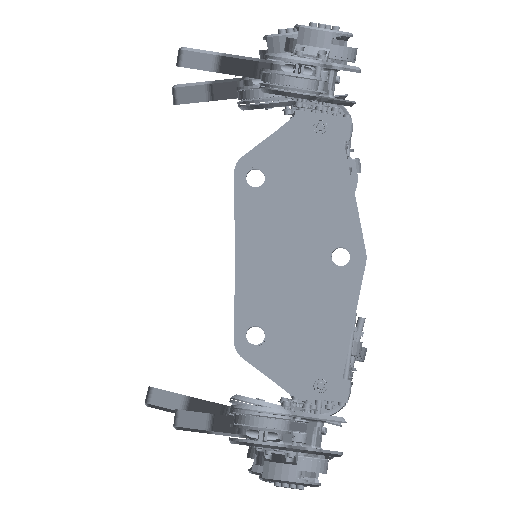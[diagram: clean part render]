
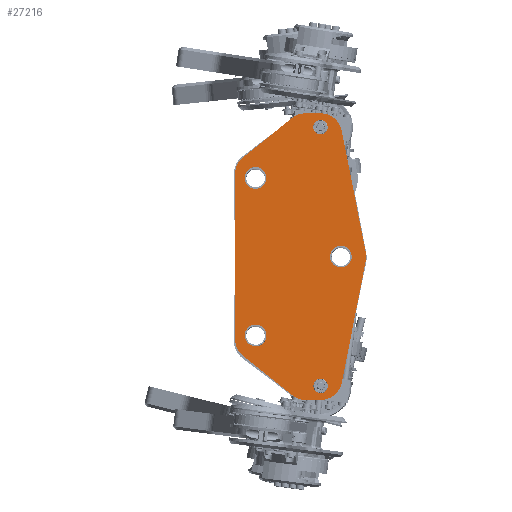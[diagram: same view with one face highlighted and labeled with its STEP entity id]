
A CAD part, top view. The second image highlights one B-rep face of the part: STEP entity #27216.
In plain terms, the highlighted planar face has unit normal (0, 0, 1).
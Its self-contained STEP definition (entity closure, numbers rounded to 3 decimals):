
#6344=PLANE('',#28720);
#6989=VECTOR('',#31640,1.);
#6995=VECTOR('',#31653,1.);
#6999=VECTOR('',#31664,1.);
#7002=VECTOR('',#31686,1.);
#7007=VECTOR('',#31698,1.);
#7011=VECTOR('',#31709,1.);
#7014=VECTOR('',#31725,1.);
#8514=LINE('',#38186,#6989);
#8520=LINE('',#38204,#6995);
#8524=LINE('',#38216,#6999);
#8527=LINE('',#38235,#7002);
#8532=LINE('',#38250,#7007);
#8536=LINE('',#38262,#7011);
#8539=LINE('',#38276,#7014);
#10068=VERTEX_POINT('',#38187);
#10069=VERTEX_POINT('',#38188);
#10072=VERTEX_POINT('',#38196);
#10073=VERTEX_POINT('',#38197);
#10076=VERTEX_POINT('',#38205);
#10078=VERTEX_POINT('',#38211);
#10080=VERTEX_POINT('',#38217);
#10082=VERTEX_POINT('',#38226);
#10084=VERTEX_POINT('',#38231);
#10086=VERTEX_POINT('',#38236);
#10087=VERTEX_POINT('',#38237);
#10090=VERTEX_POINT('',#38245);
#10092=VERTEX_POINT('',#38251);
#10094=VERTEX_POINT('',#38257);
#10097=VERTEX_POINT('',#38268);
#10098=VERTEX_POINT('',#38271);
#10100=VERTEX_POINT('',#38277);
#10102=VERTEX_POINT('',#38286);
#10104=VERTEX_POINT('',#38291);
#12224=CIRCLE('',#28679,15.);
#12226=CIRCLE('',#28683,15.);
#12228=CIRCLE('',#28687,15.);
#12230=CIRCLE('',#28690,5.);
#12232=CIRCLE('',#28693,7.5);
#12234=CIRCLE('',#28697,15.);
#12236=CIRCLE('',#28701,15.);
#12239=CIRCLE('',#28706,7.5);
#12240=CIRCLE('',#28708,17.5);
#12242=CIRCLE('',#28712,15.);
#12244=CIRCLE('',#28715,5.);
#12246=CIRCLE('',#28718,7.5);
#13520=EDGE_CURVE('',#10068,#10069,#8514,.T.);
#13524=EDGE_CURVE('',#10072,#10073,#12224,.T.);
#13528=EDGE_CURVE('',#10073,#10076,#8520,.T.);
#13531=EDGE_CURVE('',#10076,#10078,#12226,.T.);
#13534=EDGE_CURVE('',#10078,#10080,#8524,.T.);
#13537=EDGE_CURVE('',#10080,#10068,#12228,.T.);
#13539=EDGE_CURVE('',#10082,#10082,#12230,.T.);
#13541=EDGE_CURVE('',#10084,#10084,#12232,.T.);
#13543=EDGE_CURVE('',#10086,#10087,#8527,.T.);
#13547=EDGE_CURVE('',#10087,#10090,#12234,.T.);
#13550=EDGE_CURVE('',#10090,#10092,#8532,.T.);
#13553=EDGE_CURVE('',#10092,#10094,#12236,.T.);
#13556=EDGE_CURVE('',#10094,#10072,#8536,.T.);
#13559=EDGE_CURVE('',#10097,#10097,#12239,.T.);
#13560=EDGE_CURVE('',#10069,#10098,#12240,.T.);
#13563=EDGE_CURVE('',#10098,#10100,#8539,.T.);
#13566=EDGE_CURVE('',#10100,#10086,#12242,.T.);
#13568=EDGE_CURVE('',#10102,#10102,#12244,.T.);
#13570=EDGE_CURVE('',#10104,#10104,#12246,.T.);
#17016=ORIENTED_EDGE('',*,*,#13559,.F.);
#17017=ORIENTED_EDGE('',*,*,#13541,.F.);
#17018=ORIENTED_EDGE('',*,*,#13539,.F.);
#17019=ORIENTED_EDGE('',*,*,#13570,.F.);
#17020=ORIENTED_EDGE('',*,*,#13568,.F.);
#17021=ORIENTED_EDGE('',*,*,#13543,.F.);
#17022=ORIENTED_EDGE('',*,*,#13566,.F.);
#17023=ORIENTED_EDGE('',*,*,#13563,.F.);
#17024=ORIENTED_EDGE('',*,*,#13560,.F.);
#17025=ORIENTED_EDGE('',*,*,#13520,.F.);
#17026=ORIENTED_EDGE('',*,*,#13537,.F.);
#17027=ORIENTED_EDGE('',*,*,#13534,.F.);
#17028=ORIENTED_EDGE('',*,*,#13531,.F.);
#17029=ORIENTED_EDGE('',*,*,#13528,.F.);
#17030=ORIENTED_EDGE('',*,*,#13524,.F.);
#17031=ORIENTED_EDGE('',*,*,#13556,.F.);
#17032=ORIENTED_EDGE('',*,*,#13553,.F.);
#17033=ORIENTED_EDGE('',*,*,#13550,.F.);
#17034=ORIENTED_EDGE('',*,*,#13547,.F.);
#23531=EDGE_LOOP('',(#17016));
#23532=EDGE_LOOP('',(#17017));
#23533=EDGE_LOOP('',(#17018));
#23534=EDGE_LOOP('',(#17019));
#23535=EDGE_LOOP('',(#17020));
#23536=EDGE_LOOP('',(#17021,#17022,#17023,#17024,#17025,#17026,#17027,#17028,
#17029,#17030,#17031,#17032,#17033,#17034));
#25398=FACE_BOUND('',#23531,.T.);
#25399=FACE_BOUND('',#23532,.T.);
#25400=FACE_BOUND('',#23533,.T.);
#25401=FACE_BOUND('',#23534,.T.);
#25402=FACE_BOUND('',#23535,.T.);
#25403=FACE_BOUND('',#23536,.T.);
#27216=ADVANCED_FACE('',(#25398,#25399,#25400,#25401,#25402,#25403),#6344,
 .T.);
#28679=AXIS2_PLACEMENT_3D('',#38195,#31646,#31647);
#28683=AXIS2_PLACEMENT_3D('',#38210,#31658,#31659);
#28687=AXIS2_PLACEMENT_3D('',#38222,#31669,#31670);
#28690=AXIS2_PLACEMENT_3D('',#38225,#31675,#31676);
#28693=AXIS2_PLACEMENT_3D('',#38230,#31681,#31682);
#28697=AXIS2_PLACEMENT_3D('',#38244,#31692,#31693);
#28701=AXIS2_PLACEMENT_3D('',#38256,#31703,#31704);
#28706=AXIS2_PLACEMENT_3D('',#38267,#31715,#31716);
#28708=AXIS2_PLACEMENT_3D('',#38270,#31719,#31720);
#28712=AXIS2_PLACEMENT_3D('',#38282,#31730,#31731);
#28715=AXIS2_PLACEMENT_3D('',#38285,#31736,#31737);
#28718=AXIS2_PLACEMENT_3D('',#38290,#31742,#31743);
#28720=AXIS2_PLACEMENT_3D('',#38294,#31746,$);
#31640=DIRECTION('',(0.981,0.193,0.));
#31646=DIRECTION('',(0.,0.,-1.));
#31647=DIRECTION('',(-15.,0.,0.));
#31653=DIRECTION('',(-0.626,0.78,0.));
#31658=DIRECTION('',(0.,0.,-1.));
#31659=DIRECTION('',(-15.,0.,0.));
#31664=DIRECTION('',(0.001,1.,0.));
#31669=DIRECTION('',(0.,0.,-1.));
#31670=DIRECTION('',(-15.,0.,0.));
#31675=DIRECTION('',(0.,0.,1.));
#31676=DIRECTION('',(-5.,0.,0.));
#31681=DIRECTION('',(0.,0.,1.));
#31682=DIRECTION('',(-7.5,0.,0.));
#31686=DIRECTION('',(0.001,-1.,0.));
#31692=DIRECTION('',(0.,0.,-1.));
#31693=DIRECTION('',(15.,0.,0.));
#31698=DIRECTION('',(-0.626,-0.78,0.));
#31703=DIRECTION('',(0.,0.,-1.));
#31704=DIRECTION('',(15.,0.,0.));
#31709=DIRECTION('',(-1.,0.,0.));
#31715=DIRECTION('',(0.,0.,1.));
#31716=DIRECTION('',(-7.5,0.,0.));
#31719=DIRECTION('',(0.,0.,-1.));
#31720=DIRECTION('',(-17.5,0.,0.));
#31725=DIRECTION('',(0.981,-0.193,0.));
#31730=DIRECTION('',(0.,0.,-1.));
#31731=DIRECTION('',(15.,0.,0.));
#31736=DIRECTION('',(0.,0.,1.));
#31737=DIRECTION('',(5.,0.,0.));
#31742=DIRECTION('',(0.,0.,1.));
#31743=DIRECTION('',(7.5,0.,0.));
#31746=DIRECTION('',(0.,0.,1.));
#38186=CARTESIAN_POINT('',(-92.945,31.225,40.975));
#38187=CARTESIAN_POINT('',(-176.723,14.72,40.975));
#38188=CARTESIAN_POINT('',(-92.945,31.225,40.975));
#38195=CARTESIAN_POINT('',(-146.625,-44.221,40.975));
#38196=CARTESIAN_POINT('',(-146.625,-59.221,40.975));
#38197=CARTESIAN_POINT('',(-158.59,-53.267,40.975));
#38204=CARTESIAN_POINT('',(-185.544,-19.661,40.975));
#38205=CARTESIAN_POINT('',(-185.544,-19.661,40.975));
#38210=CARTESIAN_POINT('',(-173.842,-10.276,40.975));
#38211=CARTESIAN_POINT('',(-188.831,-9.702,40.975));
#38216=CARTESIAN_POINT('',(-188.824,0.014,40.975));
#38217=CARTESIAN_POINT('',(-188.824,0.014,40.975));
#38222=CARTESIAN_POINT('',(-173.824,0.003,40.975));
#38225=CARTESIAN_POINT('',(-179.126,0.,40.975));
#38226=CARTESIAN_POINT('',(-184.126,0.,40.975));
#38230=CARTESIAN_POINT('',(-144.126,-45.,40.975));
#38231=CARTESIAN_POINT('',(-151.626,-45.,40.975));
#38235=CARTESIAN_POINT('',(9.698,0.014,40.975));
#38236=CARTESIAN_POINT('',(9.698,0.014,40.975));
#38237=CARTESIAN_POINT('',(9.705,-9.702,40.975));
#38244=CARTESIAN_POINT('',(-5.284,-10.276,40.975));
#38245=CARTESIAN_POINT('',(6.418,-19.661,40.975));
#38250=CARTESIAN_POINT('',(6.418,-19.661,40.975));
#38251=CARTESIAN_POINT('',(-20.536,-53.267,40.975));
#38256=CARTESIAN_POINT('',(-32.501,-44.221,40.975));
#38257=CARTESIAN_POINT('',(-32.501,-59.221,40.975));
#38262=CARTESIAN_POINT('',(-32.501,-59.221,40.975));
#38267=CARTESIAN_POINT('',(-89.563,14.055,40.975));
#38268=CARTESIAN_POINT('',(-89.563,21.555,40.975));
#38270=CARTESIAN_POINT('',(-89.563,14.055,40.975));
#38271=CARTESIAN_POINT('',(-86.18,31.225,40.975));
#38276=CARTESIAN_POINT('',(-86.18,31.225,40.975));
#38277=CARTESIAN_POINT('',(-2.403,14.72,40.975));
#38282=CARTESIAN_POINT('',(-5.302,0.003,40.975));
#38285=CARTESIAN_POINT('',(0.,0.,40.975));
#38286=CARTESIAN_POINT('',(5.,0.,40.975));
#38290=CARTESIAN_POINT('',(-35.,-45.,40.975));
#38291=CARTESIAN_POINT('',(-27.5,-45.,40.975));
#38294=CARTESIAN_POINT('',(-48.751,-14.09,40.975));
